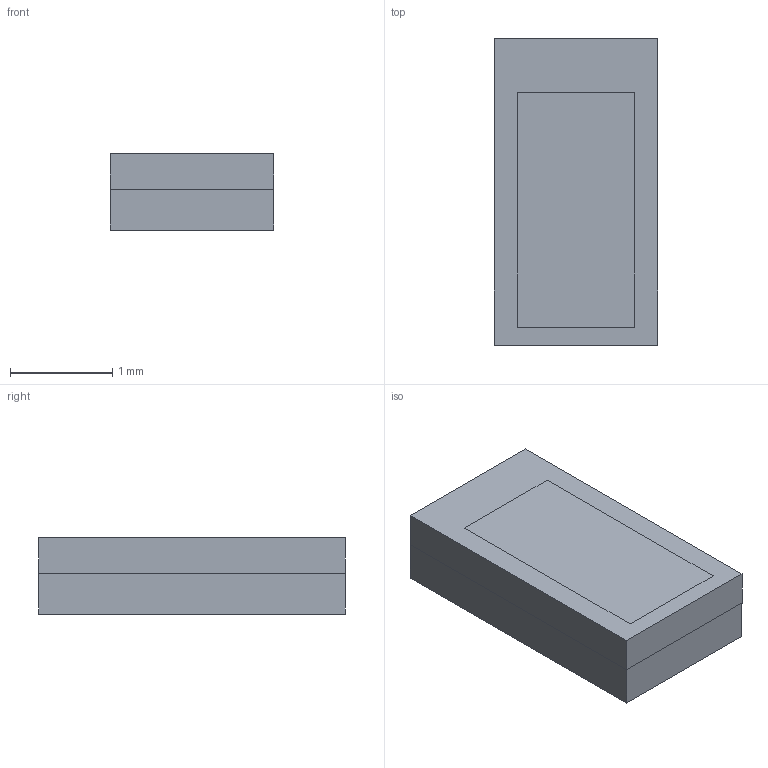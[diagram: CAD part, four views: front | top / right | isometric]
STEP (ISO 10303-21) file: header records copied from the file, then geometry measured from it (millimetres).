
FILE_DESCRIPTION (( 'STEP AP214' ), '1' );
FILE_NAME ('Assem1.STEP', '2017-07-21T01:05:57', ( '' ), ( '' ), 'SwSTEP 2.0', 'SolidWorks 2015', '' );
FILE_SCHEMA (( 'AUTOMOTIVE_DESIGN' ));
Length unit declared in the file: millimetre
Products named in the file (4): Part3; Part2; Part1; Assem1
Assembly tree (3 placements, depth 2):
  Assem1
    Part1
    Part2
    Part3
Bounding box: 1.6 x 3 x 0.75 mm (x, y, z)
Volume: 3.6 mm3; surface area: 32.1 mm2
Topology: 3 solids, 3 shells, 39 faces, 90 edges, 60 vertices
Faces by surface type: plane 35, cylinder 4
Entity records: 1246 total; most frequent: CARTESIAN_POINT 195, DIRECTION 188, ORIENTED_EDGE 180, EDGE_CURVE 90, LINE 82, VECTOR 82, VERTEX_POINT 60, AXIS2_PLACEMENT_3D 53
